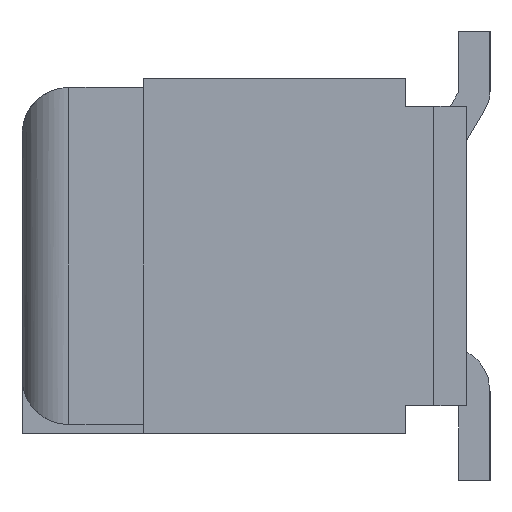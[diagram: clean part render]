
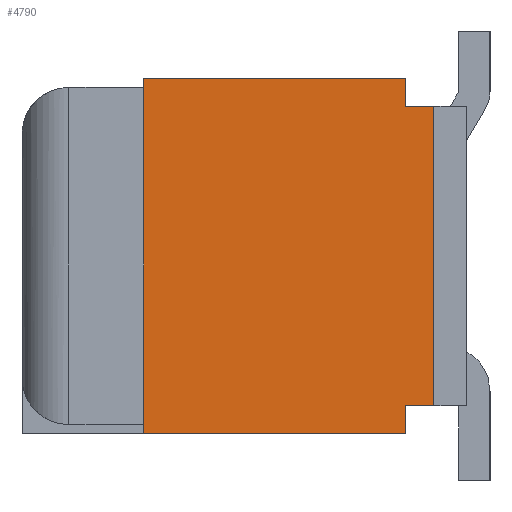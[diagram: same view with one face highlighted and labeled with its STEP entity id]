
A CAD part, left-side view. The second image highlights one B-rep face of the part: STEP entity #4790.
In plain terms, the highlighted planar face has unit normal (-1, 0, 0).
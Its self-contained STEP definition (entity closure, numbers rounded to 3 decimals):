
#3086=EDGE_CURVE('',#6752,#6722,#8787,.T.);
#3244=EDGE_CURVE('',#7628,#6722,#8955,.T.);
#3410=VERTEX_POINT('',#9131);
#3730=VERTEX_POINT('',#9477);
#3908=VERTEX_POINT('',#9668);
#4476=EDGE_CURVE('',#3730,#6752,#10289,.T.);
#4638=EDGE_CURVE('',#5342,#5442,#10472,.T.);
#4724=EDGE_CURVE('',#3410,#3730,#10563,.T.);
#4790=ADVANCED_FACE('',(#10633),#10634,.F.);
#4926=EDGE_CURVE('',#7474,#3908,#10782,.T.);
#5112=EDGE_CURVE('',#7628,#7474,#10983,.T.);
#5342=VERTEX_POINT('',#11230);
#5442=VERTEX_POINT('',#11339);
#5806=EDGE_CURVE('',#5962,#3410,#11726,.T.);
#5962=VERTEX_POINT('',#11899);
#6722=VERTEX_POINT('',#12733);
#6752=VERTEX_POINT('',#12765);
#7448=EDGE_CURVE('',#3908,#5442,#13526,.T.);
#7474=VERTEX_POINT('',#13556);
#7628=VERTEX_POINT('',#13719);
#8492=EDGE_CURVE('',#5342,#5962,#14674,.T.);
#8787=LINE('',#15068,#15069);
#8955=LINE('',#15324,#15325);
#9131=CARTESIAN_POINT('',(-8.0,0.6,-1.6));
#9477=CARTESIAN_POINT('',(-8.0,0.6,1.6));
#9668=CARTESIAN_POINT('',(-8.0,3.7,-1.8));
#10289=LINE('',#17288,#17289);
#10472=LINE('',#17547,#17548);
#10563=LINE('',#17682,#17683);
#10633=FACE_OUTER_BOUND('',#17795,.T.);
#10634=PLANE('',#17796);
#10782=LINE('',#18011,#18012);
#10983=LINE('',#18316,#18317);
#11230=CARTESIAN_POINT('',(-8.0,0.9,-1.9));
#11339=CARTESIAN_POINT('',(-8.0,3.7,-1.9));
#11726=LINE('',#19411,#19412);
#11899=CARTESIAN_POINT('',(-8.0,0.9,-1.6));
#12733=CARTESIAN_POINT('',(-8.0,0.9,1.9));
#12765=CARTESIAN_POINT('',(-8.0,0.9,1.6));
#13526=LINE('',#22010,#22011);
#13556=CARTESIAN_POINT('',(-8.0,3.7,1.8));
#13719=CARTESIAN_POINT('',(-8.0,3.7,1.9));
#14674=LINE('',#23661,#23662);
#15068=CARTESIAN_POINT('',(-8.0,0.9,0.875));
#15069=VECTOR('',#23873,1.0);
#15324=CARTESIAN_POINT('',(-8.0,1.975,1.9));
#15325=VECTOR('',#23997,1.0);
#17288=CARTESIAN_POINT('',(-8.0,1.213,1.6));
#17289=VECTOR('',#25273,1.0);
#17547=CARTESIAN_POINT('',(-8.0,1.975,-1.9));
#17548=VECTOR('',#25499,1.0);
#17682=CARTESIAN_POINT('',(-8.0,0.6,0.0));
#17683=VECTOR('',#25561,1.0);
#17795=EDGE_LOOP('',(#25616,#25617,#25618,#25619,#25620,#25621,#25622,#25623,#25624,#25625));
#17796=AXIS2_PLACEMENT_3D('',#25626,#25627,#25628);
#18011=CARTESIAN_POINT('',(-8.0,3.7,0.0));
#18012=VECTOR('',#25794,1.0);
#18316=CARTESIAN_POINT('',(-8.0,3.7,0.0));
#18317=VECTOR('',#25966,1.0);
#19411=CARTESIAN_POINT('',(-8.0,1.213,-1.6));
#19412=VECTOR('',#26648,1.0);
#22010=CARTESIAN_POINT('',(-8.0,3.7,0.0));
#22011=VECTOR('',#28578,1.0);
#23661=CARTESIAN_POINT('',(-8.0,0.9,-0.875));
#23662=VECTOR('',#29839,1.0);
#23873=DIRECTION('',(-0.0,0.0,1.0));
#23997=DIRECTION('',(0.0,-1.0,0.0));
#25273=DIRECTION('',(0.0,1.0,0.0));
#25499=DIRECTION('',(0.0,1.0,0.0));
#25561=DIRECTION('',(-0.0,0.0,1.0));
#25616=ORIENTED_EDGE('',*,*,#5806,.T.);
#25617=ORIENTED_EDGE('',*,*,#4724,.T.);
#25618=ORIENTED_EDGE('',*,*,#4476,.T.);
#25619=ORIENTED_EDGE('',*,*,#3086,.T.);
#25620=ORIENTED_EDGE('',*,*,#3244,.F.);
#25621=ORIENTED_EDGE('',*,*,#5112,.T.);
#25622=ORIENTED_EDGE('',*,*,#4926,.T.);
#25623=ORIENTED_EDGE('',*,*,#7448,.T.);
#25624=ORIENTED_EDGE('',*,*,#4638,.F.);
#25625=ORIENTED_EDGE('',*,*,#8492,.T.);
#25626=CARTESIAN_POINT('',(-8.0,1.975,0.0));
#25627=DIRECTION('',(1.0,0.0,0.0));
#25628=DIRECTION('',(0.0,0.0,-1.0));
#25794=DIRECTION('',(0.0,0.0,-1.0));
#25966=DIRECTION('',(0.0,0.0,-1.0));
#26648=DIRECTION('',(0.0,-1.0,0.0));
#28578=DIRECTION('',(0.0,0.0,-1.0));
#29839=DIRECTION('',(-0.0,0.0,1.0));
